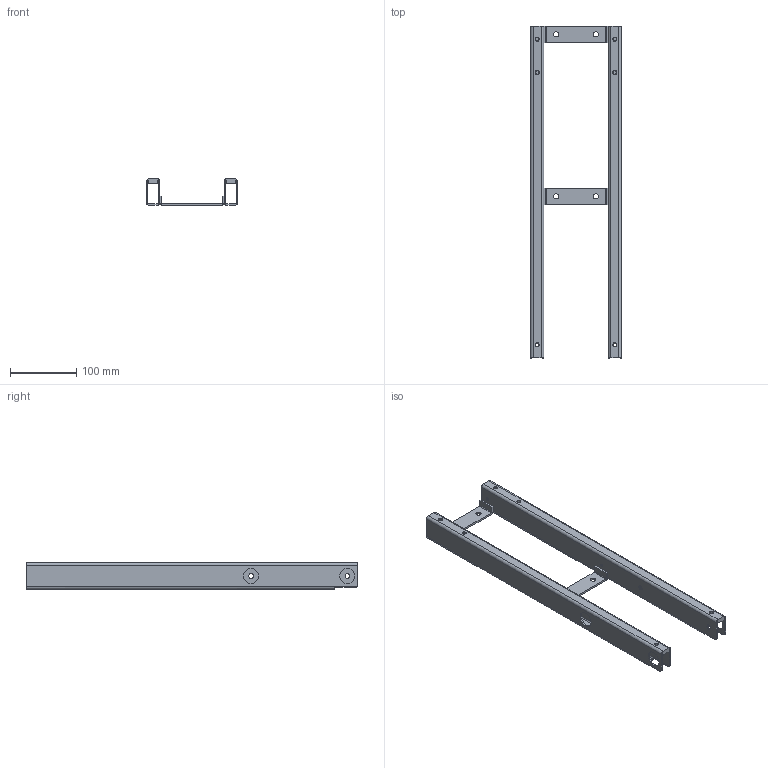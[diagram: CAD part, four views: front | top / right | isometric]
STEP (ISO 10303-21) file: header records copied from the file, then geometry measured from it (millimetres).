
FILE_DESCRIPTION((''),'2;1');
FILE_NAME('JC35TS-0604','2021-01-04T13:47:56',('Administrator'),('捷昌驱动'),'CREO PARAMETRIC BY PTC INC, 2018100','CREO PARAMETRIC BY PTC INC, 2018100','');
FILE_SCHEMA(('CONFIG_CONTROL_DESIGN'));
Length unit declared in the file: millimetre
Products named in the file (1): JC35TS-0604
Bounding box: 137 x 500 x 40 mm (x, y, z)
Volume: 232081.7 mm3; surface area: 223625.5 mm2
Topology: 1 solids, 7 shells, 164 faces, 476 edges, 322 vertices
Faces by surface type: cylinder 96, plane 68
Entity records: 5673 total; most frequent: DIRECTION 1014, CARTESIAN_POINT 995, ORIENTED_EDGE 928, EDGE_CURVE 476, AXIS2_PLACEMENT_3D 381, VERTEX_POINT 322, VECTOR 252, LINE 252
